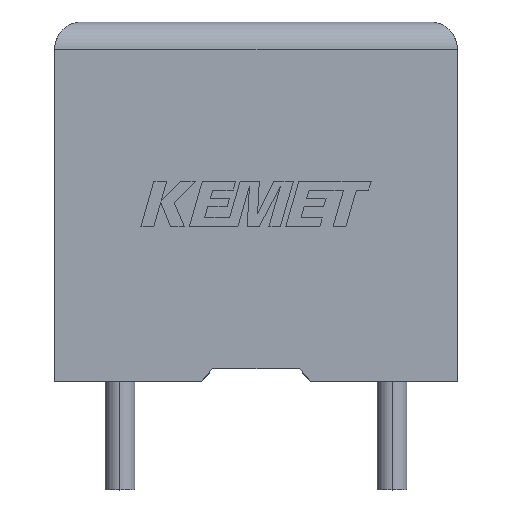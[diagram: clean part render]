
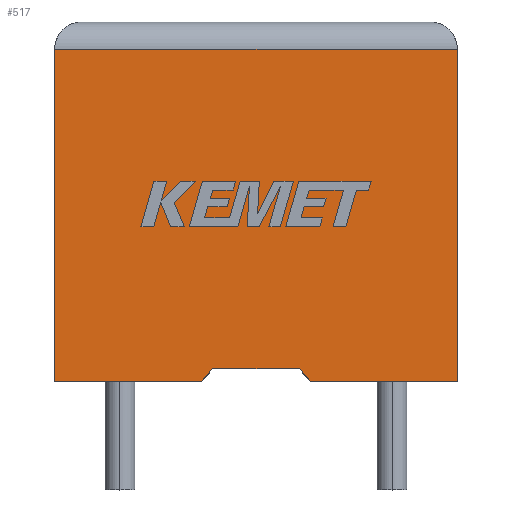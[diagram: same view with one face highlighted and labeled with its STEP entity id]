
A CAD part, top view. The second image highlights one B-rep face of the part: STEP entity #517.
In plain terms, the highlighted planar face has unit normal (0, 0, 1).
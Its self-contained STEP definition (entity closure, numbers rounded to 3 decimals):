
#28 = DIRECTION ( 'NONE',  ( 0., 0., -1. ) ) ;
#120 = CARTESIAN_POINT ( 'NONE',  ( 4.7, 0., 2.6 ) ) ;
#146 = VERTEX_POINT ( 'NONE', #1767 ) ;
#181 = EDGE_CURVE ( 'NONE', #943, #2265, #1535, .T. ) ;
#199 = ORIENTED_EDGE ( 'NONE', *, *, #1815, .F. ) ;
#213 = EDGE_LOOP ( 'NONE', ( #2144, #1202, #1379, #1832, #199, #1695, #1212, #648 ) ) ;
#309 = EDGE_CURVE ( 'NONE', #445, #943, #2617, .T. ) ;
#315 = DIRECTION ( 'NONE',  ( -0.67, -0.742, 0. ) ) ;
#365 = CARTESIAN_POINT ( 'NONE',  ( 3.7, 0.228, 2.6 ) ) ;
#445 = VERTEX_POINT ( 'NONE', #1676 ) ;
#502 = LINE ( 'NONE', #2163, #1305 ) ;
#514 = CARTESIAN_POINT ( 'NONE',  ( 2.905, 0.228, 2.6 ) ) ;
#517 = ADVANCED_FACE ( 'NONE', ( #684 ), #1078, .F. ) ;
#599 = DIRECTION ( 'NONE',  ( 0., -1., 0. ) ) ;
#607 = CARTESIAN_POINT ( 'NONE',  ( 7.4, 6.1, 2.6 ) ) ;
#648 = ORIENTED_EDGE ( 'NONE', *, *, #1602, .T. ) ;
#684 = FACE_OUTER_BOUND ( 'NONE', #213, .T. ) ;
#704 = DIRECTION ( 'NONE',  ( -1., 0., 0. ) ) ;
#714 = EDGE_CURVE ( 'NONE', #2265, #146, #964, .T. ) ;
#866 = DIRECTION ( 'NONE',  ( 0., -1., 0. ) ) ;
#884 = LINE ( 'NONE', #2589, #2482 ) ;
#897 = VERTEX_POINT ( 'NONE', #1670 ) ;
#942 = LINE ( 'NONE', #365, #1026 ) ;
#943 = VERTEX_POINT ( 'NONE', #607 ) ;
#964 = LINE ( 'NONE', #1972, #1492 ) ;
#977 = VECTOR ( 'NONE', #2644, 1000. ) ;
#1026 = VECTOR ( 'NONE', #2615, 1000. ) ;
#1056 = CARTESIAN_POINT ( 'NONE',  ( 4.7, 0., 2.6 ) ) ;
#1078 = PLANE ( 'NONE',  #1255 ) ;
#1161 = CARTESIAN_POINT ( 'NONE',  ( 7.4, 0., 2.6 ) ) ;
#1168 = CARTESIAN_POINT ( 'NONE',  ( 0., 6.1, 2.6 ) ) ;
#1175 = VECTOR ( 'NONE', #1681, 1000. ) ;
#1202 = ORIENTED_EDGE ( 'NONE', *, *, #181, .T. ) ;
#1212 = ORIENTED_EDGE ( 'NONE', *, *, #2398, .T. ) ;
#1255 = AXIS2_PLACEMENT_3D ( 'NONE', #2323, #28, #866 ) ;
#1305 = VECTOR ( 'NONE', #2584, 1000. ) ;
#1379 = ORIENTED_EDGE ( 'NONE', *, *, #714, .T. ) ;
#1446 = LINE ( 'NONE', #1056, #1175 ) ;
#1492 = VECTOR ( 'NONE', #599, 1000. ) ;
#1535 = LINE ( 'NONE', #2370, #1948 ) ;
#1539 = VECTOR ( 'NONE', #2045, 1000. ) ;
#1602 = EDGE_CURVE ( 'NONE', #2248, #445, #2020, .T. ) ;
#1670 = CARTESIAN_POINT ( 'NONE',  ( 2.7, 0., 2.6 ) ) ;
#1676 = CARTESIAN_POINT ( 'NONE',  ( 7.4, 0., 2.6 ) ) ;
#1681 = DIRECTION ( 'NONE',  ( 0.67, -0.742, 0. ) ) ;
#1695 = ORIENTED_EDGE ( 'NONE', *, *, #2035, .F. ) ;
#1767 = CARTESIAN_POINT ( 'NONE',  ( 0., 0., 2.6 ) ) ;
#1815 = EDGE_CURVE ( 'NONE', #2519, #897, #884, .T. ) ;
#1832 = ORIENTED_EDGE ( 'NONE', *, *, #2314, .T. ) ;
#1948 = VECTOR ( 'NONE', #704, 1000. ) ;
#1972 = CARTESIAN_POINT ( 'NONE',  ( 0., 0., 2.6 ) ) ;
#2020 = LINE ( 'NONE', #2030, #1539 ) ;
#2030 = CARTESIAN_POINT ( 'NONE',  ( 0., 0., 2.6 ) ) ;
#2035 = EDGE_CURVE ( 'NONE', #2553, #2519, #942, .T. ) ;
#2045 = DIRECTION ( 'NONE',  ( 1., 0., 0. ) ) ;
#2144 = ORIENTED_EDGE ( 'NONE', *, *, #309, .T. ) ;
#2163 = CARTESIAN_POINT ( 'NONE',  ( 0., 0., 2.6 ) ) ;
#2248 = VERTEX_POINT ( 'NONE', #120 ) ;
#2265 = VERTEX_POINT ( 'NONE', #1168 ) ;
#2314 = EDGE_CURVE ( 'NONE', #146, #897, #502, .T. ) ;
#2323 = CARTESIAN_POINT ( 'NONE',  ( 0., 0., 2.6 ) ) ;
#2370 = CARTESIAN_POINT ( 'NONE',  ( 0., 6.1, 2.6 ) ) ;
#2398 = EDGE_CURVE ( 'NONE', #2553, #2248, #1446, .T. ) ;
#2482 = VECTOR ( 'NONE', #315, 1000. ) ;
#2519 = VERTEX_POINT ( 'NONE', #514 ) ;
#2553 = VERTEX_POINT ( 'NONE', #2580 ) ;
#2580 = CARTESIAN_POINT ( 'NONE',  ( 4.495, 0.228, 2.6 ) ) ;
#2584 = DIRECTION ( 'NONE',  ( 1., 0., 0. ) ) ;
#2589 = CARTESIAN_POINT ( 'NONE',  ( 2.7, 0., 2.6 ) ) ;
#2615 = DIRECTION ( 'NONE',  ( -1., 0., 0. ) ) ;
#2617 = LINE ( 'NONE', #1161, #977 ) ;
#2644 = DIRECTION ( 'NONE',  ( 0., 1., 0. ) ) ;
